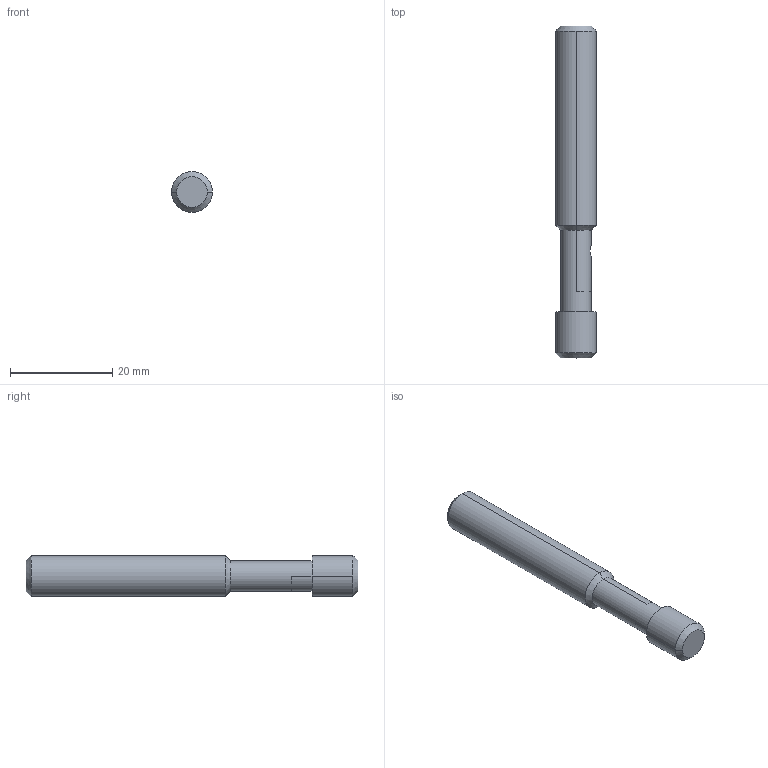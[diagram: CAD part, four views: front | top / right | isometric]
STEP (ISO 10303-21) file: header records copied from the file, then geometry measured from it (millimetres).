
FILE_DESCRIPTION((''),'2;1');
FILE_NAME('DM_CAD-2030_NMB3','2014-11-19T',('Creinig-se'),(''),'PRO/ENGINEER BY PARAMETRIC TECHNOLOGY CORPORATION, 2013050','PRO/ENGINEER BY PARAMETRIC TECHNOLOGY CORPORATION, 2013050','');
FILE_SCHEMA(('CONFIG_CONTROL_DESIGN'));
Length unit declared in the file: millimetre
Products named in the file (1): DM_CAD-2030_NMB3
Bounding box: 8 x 65 x 8 mm (x, y, z)
Volume: 2878.7 mm3; surface area: 1632.3 mm2
Topology: 1 solids, 1 shells, 18 faces, 87 edges, 74 vertices
Faces by surface type: cylinder 8, cone 6, plane 4
Entity records: 1302 total; most frequent: DIRECTION 159, CARTESIAN_POINT 156, PRESENTATION_STYLE_ASSIGNMENT 102, STYLED_ITEM 101, CURVE_STYLE 94, COLOUR_RGB 77, ORIENTED_EDGE 76, AXIS2_PLACEMENT_3D 55
